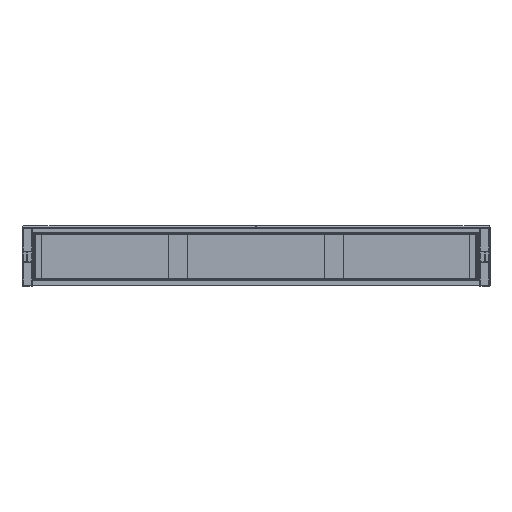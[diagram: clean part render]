
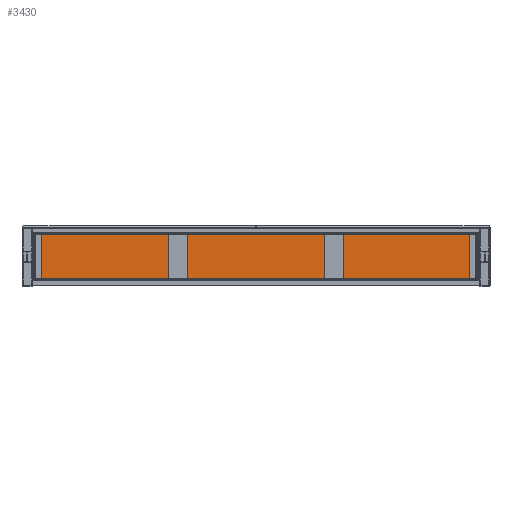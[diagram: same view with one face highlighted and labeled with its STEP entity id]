
A CAD part, front view. The second image highlights one B-rep face of the part: STEP entity #3430.
In plain terms, the highlighted face is planar.
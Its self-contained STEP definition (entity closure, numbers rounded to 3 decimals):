
#289=PLANE('',#3917);
#460=FACE_OUTER_BOUND('',#665,.T.);
#665=EDGE_LOOP('',(#2830,#2831,#2832,#2833));
#994=LINE('',#5546,#1407);
#995=LINE('',#5548,#1408);
#996=LINE('',#5550,#1409);
#997=LINE('',#5551,#1410);
#1407=VECTOR('',#4535,10.);
#1408=VECTOR('',#4536,10.);
#1409=VECTOR('',#4537,10.);
#1410=VECTOR('',#4538,10.);
#1798=VERTEX_POINT('',#5537);
#1800=VERTEX_POINT('',#5545);
#1801=VERTEX_POINT('',#5547);
#1802=VERTEX_POINT('',#5549);
#2163=EDGE_CURVE('',#1800,#1798,#994,.T.);
#2164=EDGE_CURVE('',#1801,#1800,#995,.T.);
#2165=EDGE_CURVE('',#1801,#1802,#996,.T.);
#2166=EDGE_CURVE('',#1798,#1802,#997,.T.);
#2830=ORIENTED_EDGE('',*,*,#2163,.F.);
#2831=ORIENTED_EDGE('',*,*,#2164,.F.);
#2832=ORIENTED_EDGE('',*,*,#2165,.T.);
#2833=ORIENTED_EDGE('',*,*,#2166,.F.);
#3430=ADVANCED_FACE('',(#460),#289,.T.);
#3917=AXIS2_PLACEMENT_3D('',#5544,#4533,#4534);
#4533=DIRECTION('center_axis',(0.,1.,0.));
#4534=DIRECTION('ref_axis',(0.,0.,
-1.));
#4535=DIRECTION('',(0.,0.,1.));
#4536=DIRECTION('',(1.,0.,0.));
#4537=DIRECTION('',(0.,0.,1.));
#4538=DIRECTION('',(-1.,0.,0.));
#5537=CARTESIAN_POINT('',(71.5,1.5,1148.));
#5544=CARTESIAN_POINT('Origin',(0.,1.5,574.));
#5545=CARTESIAN_POINT('',(71.5,1.5,0.));
#5546=CARTESIAN_POINT('',(71.5,1.5,574.));
#5547=CARTESIAN_POINT('',(-71.5,1.5,0.));
#5548=CARTESIAN_POINT('',(74.893,1.5,0.));
#5549=CARTESIAN_POINT('',(-71.5,1.5,1148.));
#5550=CARTESIAN_POINT('',(-71.5,1.5,574.));
#5551=CARTESIAN_POINT('',(-99.893,1.5,1148.));
